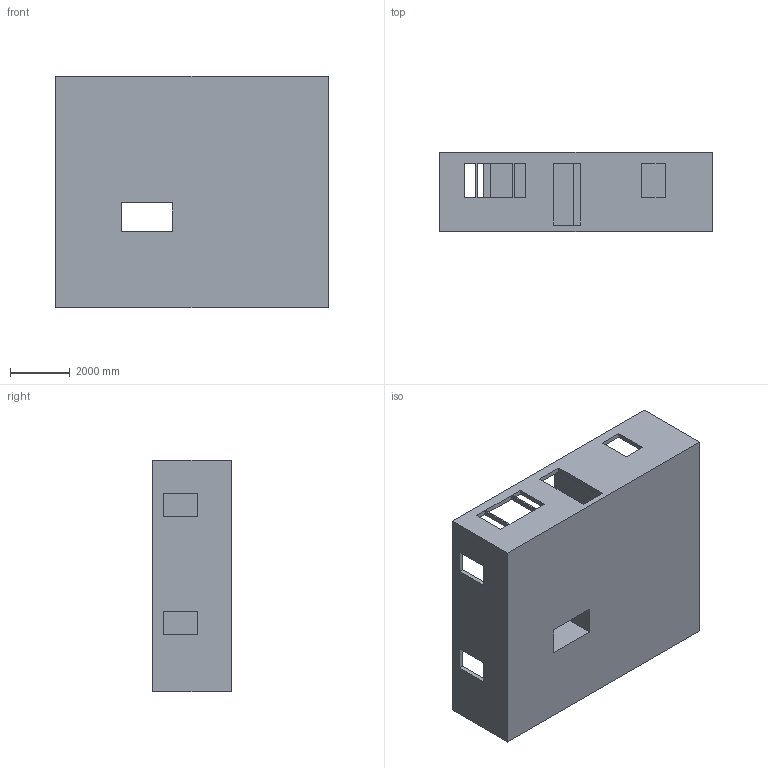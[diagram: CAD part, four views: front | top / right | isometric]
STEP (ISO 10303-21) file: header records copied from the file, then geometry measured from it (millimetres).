
FILE_DESCRIPTION((''),'2;1');
FILE_NAME('First Floor.stp','2013-07-08T10:05:38',('Joey'),(''),'Autodesk Inventor 2013','Autodesk Inventor 2013','');
FILE_SCHEMA(('AUTOMOTIVE_DESIGN { 1 0 10303 214 1 1 1 1 }'));
Length unit declared in the file: metre
Products named in the file (1): First Floor
Bounding box: 9144 x 2641.6 x 7772.4 mm (x, y, z)
Volume: 31790293741.9 mm3; surface area: 410746597.9 mm2
Topology: 1 solids, 1 shells, 124 faces, 390 edges, 260 vertices
Faces by surface type: plane 124
Entity records: 4344 total; most frequent: ORIENTED_EDGE 780, CARTESIAN_POINT 775, DIRECTION 640, VECTOR 390, LINE 390, EDGE_CURVE 390, VERTEX_POINT 260, EDGE_LOOP 158
